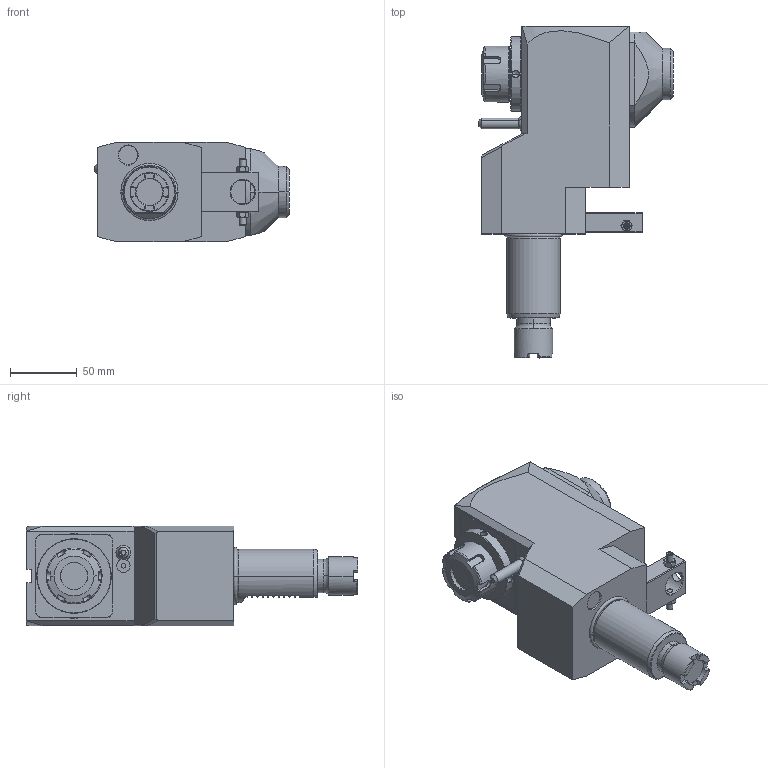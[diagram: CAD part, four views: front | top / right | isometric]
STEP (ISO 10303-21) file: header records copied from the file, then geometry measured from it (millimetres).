
FILE_DESCRIPTION((''),'2;1');
FILE_NAME('NGT1_40_451_25_3_2_120JA','2022-02-15T',('vali'),('NOVA GRUP'),'PRO/ENGINEER BY PARAMETRIC TECHNOLOGY CORPORATION, 2010280','PRO/ENGINEER BY PARAMETRIC TECHNOLOGY CORPORATION, 2010280','');
FILE_SCHEMA(('CONFIG_CONTROL_DESIGN'));
Length unit declared in the file: millimetre
Products named in the file (1): NGT1_40_451_25_3_2_120JA
Bounding box: 146.14 x 249 x 75 mm (x, y, z)
Volume: 1227810.5 mm3; surface area: 93522.8 mm2
Topology: 1 solids, 1 shells, 494 faces, 1261 edges, 773 vertices
Faces by surface type: plane 217, cylinder 91, cone 89, bspline 78, torus 15, extrusion 2, sphere 2
Entity records: 20893 total; most frequent: CARTESIAN_POINT 9914, ORIENTED_EDGE 2482, DIRECTION 1909, EDGE_CURVE 1241, VERTEX_POINT 773, AXIS2_PLACEMENT_3D 660, VECTOR 589, LINE 587
